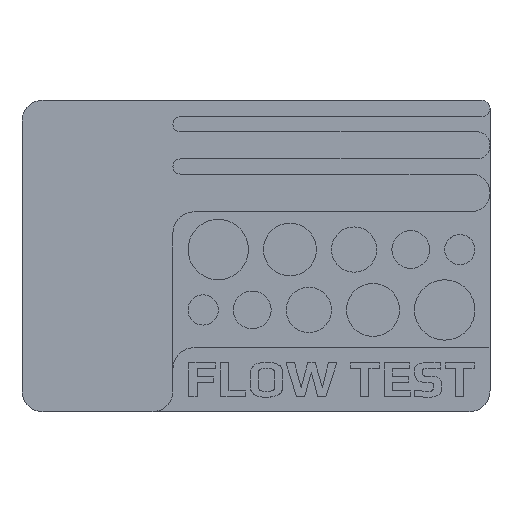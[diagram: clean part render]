
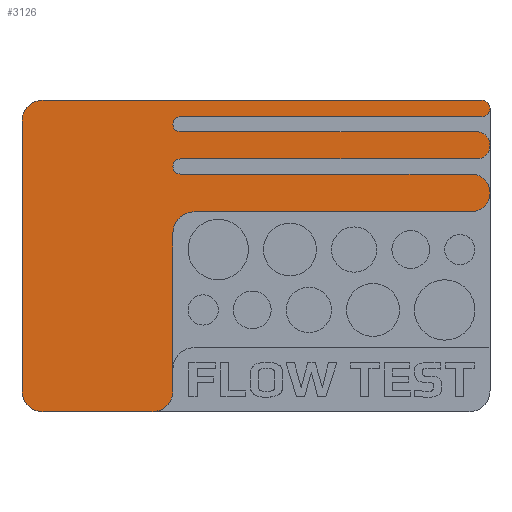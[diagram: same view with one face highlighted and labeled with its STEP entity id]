
A CAD part, top view. The second image highlights one B-rep face of the part: STEP entity #3126.
In plain terms, the highlighted planar face has unit normal (0, 0, 1).
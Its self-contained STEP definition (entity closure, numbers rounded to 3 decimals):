
#204=CIRCLE('',#3325,2.8);
#205=CIRCLE('',#3328,2.8);
#206=CIRCLE('',#3332,2.8);
#207=CIRCLE('',#3333,2.5);
#208=CIRCLE('',#3334,1.);
#209=CIRCLE('',#3335,1.8);
#210=CIRCLE('',#3336,1.);
#211=CIRCLE('',#3337,1.1);
#212=CIRCLE('',#3338,2.8);
#262=FACE_OUTER_BOUND('',#443,.T.);
#443=EDGE_LOOP('',(#2122,#2123,#2124,#2125,#2126,#2127,#2128,#2129,#2130,
#2131,#2132,#2133,#2134,#2135,#2136,#2137,#2138,#2139));
#649=LINE('',#4244,#976);
#654=LINE('',#4256,#981);
#655=LINE('',#4261,#982);
#656=LINE('',#4265,#983);
#657=LINE('',#4269,#984);
#658=LINE('',#4273,#985);
#659=LINE('',#4277,#986);
#660=LINE('',#4281,#987);
#661=LINE('',#4284,#988);
#976=VECTOR('',#3550,10.);
#981=VECTOR('',#3561,10.);
#982=VECTOR('',#3566,10.);
#983=VECTOR('',#3569,10.);
#984=VECTOR('',#3572,10.);
#985=VECTOR('',#3575,10.);
#986=VECTOR('',#3578,10.);
#987=VECTOR('',#3581,10.);
#988=VECTOR('',#3584,10.);
#1300=VERTEX_POINT('',#4236);
#1301=VERTEX_POINT('',#4238);
#1302=VERTEX_POINT('',#4242);
#1303=VERTEX_POINT('',#4246);
#1306=VERTEX_POINT('',#4254);
#1307=VERTEX_POINT('',#4259);
#1308=VERTEX_POINT('',#4260);
#1309=VERTEX_POINT('',#4262);
#1310=VERTEX_POINT('',#4264);
#1311=VERTEX_POINT('',#4266);
#1312=VERTEX_POINT('',#4268);
#1313=VERTEX_POINT('',#4270);
#1314=VERTEX_POINT('',#4272);
#1315=VERTEX_POINT('',#4274);
#1316=VERTEX_POINT('',#4276);
#1317=VERTEX_POINT('',#4278);
#1318=VERTEX_POINT('',#4280);
#1319=VERTEX_POINT('',#4282);
#1619=EDGE_CURVE('',#1300,#1301,#204,.T.);
#1622=EDGE_CURVE('',#1302,#1300,#649,.T.);
#1624=EDGE_CURVE('',#1303,#1302,#205,.T.);
#1628=EDGE_CURVE('',#1306,#1303,#654,.T.);
#1629=EDGE_CURVE('',#1307,#1308,#655,.T.);
#1630=EDGE_CURVE('',#1309,#1307,#206,.T.);
#1631=EDGE_CURVE('',#1310,#1309,#656,.T.);
#1632=EDGE_CURVE('',#1311,#1310,#207,.T.);
#1633=EDGE_CURVE('',#1312,#1311,#657,.T.);
#1634=EDGE_CURVE('',#1313,#1312,#208,.T.);
#1635=EDGE_CURVE('',#1314,#1313,#658,.T.);
#1636=EDGE_CURVE('',#1315,#1314,#209,.T.);
#1637=EDGE_CURVE('',#1316,#1315,#659,.T.);
#1638=EDGE_CURVE('',#1317,#1316,#210,.T.);
#1639=EDGE_CURVE('',#1318,#1317,#660,.T.);
#1640=EDGE_CURVE('',#1319,#1318,#211,.T.);
#1641=EDGE_CURVE('',#1301,#1319,#661,.T.);
#1642=EDGE_CURVE('',#1308,#1306,#212,.T.);
#2122=ORIENTED_EDGE('',*,*,#1629,.F.);
#2123=ORIENTED_EDGE('',*,*,#1630,.F.);
#2124=ORIENTED_EDGE('',*,*,#1631,.F.);
#2125=ORIENTED_EDGE('',*,*,#1632,.F.);
#2126=ORIENTED_EDGE('',*,*,#1633,.F.);
#2127=ORIENTED_EDGE('',*,*,#1634,.F.);
#2128=ORIENTED_EDGE('',*,*,#1635,.F.);
#2129=ORIENTED_EDGE('',*,*,#1636,.F.);
#2130=ORIENTED_EDGE('',*,*,#1637,.F.);
#2131=ORIENTED_EDGE('',*,*,#1638,.F.);
#2132=ORIENTED_EDGE('',*,*,#1639,.F.);
#2133=ORIENTED_EDGE('',*,*,#1640,.F.);
#2134=ORIENTED_EDGE('',*,*,#1641,.F.);
#2135=ORIENTED_EDGE('',*,*,#1619,.F.);
#2136=ORIENTED_EDGE('',*,*,#1622,.F.);
#2137=ORIENTED_EDGE('',*,*,#1624,.F.);
#2138=ORIENTED_EDGE('',*,*,#1628,.F.);
#2139=ORIENTED_EDGE('',*,*,#1642,.F.);
#3011=PLANE('',#3331);
#3126=ADVANCED_FACE('',(#262),#3011,.T.);
#3325=AXIS2_PLACEMENT_3D('',#4239,#3544,#3545);
#3328=AXIS2_PLACEMENT_3D('',#4248,#3554,#3555);
#3331=AXIS2_PLACEMENT_3D('',#4258,#3564,#3565);
#3332=AXIS2_PLACEMENT_3D('',#4263,#3567,#3568);
#3333=AXIS2_PLACEMENT_3D('',#4267,#3570,#3571);
#3334=AXIS2_PLACEMENT_3D('',#4271,#3573,#3574);
#3335=AXIS2_PLACEMENT_3D('',#4275,#3576,#3577);
#3336=AXIS2_PLACEMENT_3D('',#4279,#3579,#3580);
#3337=AXIS2_PLACEMENT_3D('',#4283,#3582,#3583);
#3338=AXIS2_PLACEMENT_3D('',#4285,#3585,#3586);
#3544=DIRECTION('center_axis',(0.,0.,-1.));
#3545=DIRECTION('ref_axis',(-0.707,0.707,0.));
#3550=DIRECTION('',(0.,1.,0.));
#3554=DIRECTION('center_axis',(0.,0.,-1.));
#3555=DIRECTION('ref_axis',(-0.707,-0.707,0.));
#3561=DIRECTION('',(-1.,0.,0.));
#3564=DIRECTION('center_axis',(0.,0.,1.));
#3565=DIRECTION('ref_axis',(1.,0.,0.));
#3566=DIRECTION('',(0.,-1.,0.));
#3567=DIRECTION('center_axis',(0.,0.,1.));
#3568=DIRECTION('ref_axis',(-0.707,0.707,0.));
#3569=DIRECTION('',(-1.,0.,0.));
#3570=DIRECTION('center_axis',(0.,0.,-1.));
#3571=DIRECTION('ref_axis',(0.707,-0.707,0.));
#3572=DIRECTION('',(1.,0.,0.));
#3573=DIRECTION('center_axis',(0.,0.,1.));
#3574=DIRECTION('ref_axis',(-0.707,-0.707,0.));
#3575=DIRECTION('',(-1.,0.,0.));
#3576=DIRECTION('center_axis',(0.,0.,-1.));
#3577=DIRECTION('ref_axis',(0.707,-0.707,0.));
#3578=DIRECTION('',(1.,0.,0.));
#3579=DIRECTION('center_axis',(0.,0.,1.));
#3580=DIRECTION('ref_axis',(-0.707,0.707,0.));
#3581=DIRECTION('',(-1.,0.,0.));
#3582=DIRECTION('center_axis',(0.,0.,-1.));
#3583=DIRECTION('ref_axis',(0.707,-0.707,0.));
#3584=DIRECTION('',(1.,0.,0.));
#3585=DIRECTION('center_axis',(0.,0.,-1.));
#3586=DIRECTION('ref_axis',(0.707,-0.707,0.));
#4236=CARTESIAN_POINT('',(0.,47.2,1.6));
#4238=CARTESIAN_POINT('',(2.8,50.,1.6));
#4239=CARTESIAN_POINT('Origin',(2.8,47.2,1.6));
#4242=CARTESIAN_POINT('',(0.,11.5,1.6));
#4244=CARTESIAN_POINT('',(0.,37.5,1.6));
#4246=CARTESIAN_POINT('',(2.8,8.7,1.6));
#4248=CARTESIAN_POINT('Origin',(2.8,11.5,1.6));
#4254=CARTESIAN_POINT('',(17.2,8.7,1.6));
#4256=CARTESIAN_POINT('',(13.,8.7,1.6));
#4258=CARTESIAN_POINT('Origin',(35.,25.,1.6));
#4259=CARTESIAN_POINT('',(20.,32.4,1.6));
#4260=CARTESIAN_POINT('',(20.,11.5,1.6));
#4261=CARTESIAN_POINT('',(20.,12.5,1.6));
#4262=CARTESIAN_POINT('',(22.8,35.2,1.6));
#4263=CARTESIAN_POINT('Origin',(22.8,32.4,1.6));
#4264=CARTESIAN_POINT('',(59.5,35.2,1.6));
#4265=CARTESIAN_POINT('',(23.,35.2,1.6));
#4266=CARTESIAN_POINT('',(59.5,40.2,1.6));
#4267=CARTESIAN_POINT('Origin',(59.5,37.7,1.6));
#4268=CARTESIAN_POINT('',(21.,40.2,1.6));
#4269=CARTESIAN_POINT('',(48.,40.2,1.6));
#4270=CARTESIAN_POINT('',(21.,42.2,1.6));
#4271=CARTESIAN_POINT('Origin',(21.,41.2,1.6));
#4272=CARTESIAN_POINT('',(60.2,42.2,1.6));
#4273=CARTESIAN_POINT('',(23.,42.2,1.6));
#4274=CARTESIAN_POINT('',(60.2,45.8,1.6));
#4275=CARTESIAN_POINT('Origin',(60.2,44.,1.6));
#4276=CARTESIAN_POINT('',(21.,45.8,1.6));
#4277=CARTESIAN_POINT('',(48.,45.8,1.6));
#4278=CARTESIAN_POINT('',(21.,47.8,1.6));
#4279=CARTESIAN_POINT('Origin',(21.,46.8,1.6));
#4280=CARTESIAN_POINT('',(60.9,47.8,1.6));
#4281=CARTESIAN_POINT('',(23.,47.8,1.6));
#4282=CARTESIAN_POINT('',(60.9,50.,1.6));
#4283=CARTESIAN_POINT('Origin',(60.9,48.9,1.6));
#4284=CARTESIAN_POINT('',(48.,50.,1.6));
#4285=CARTESIAN_POINT('Origin',(17.2,11.5,1.6));
